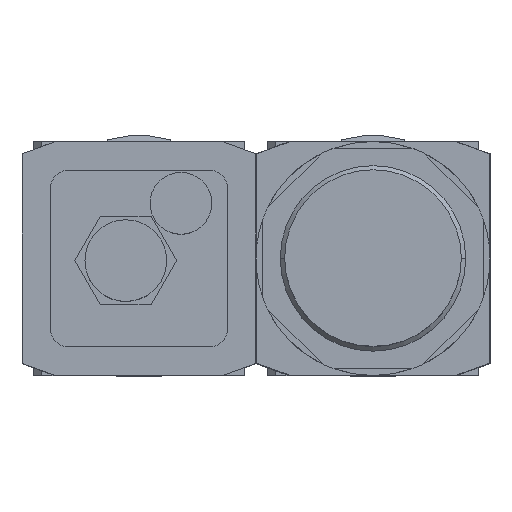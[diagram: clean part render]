
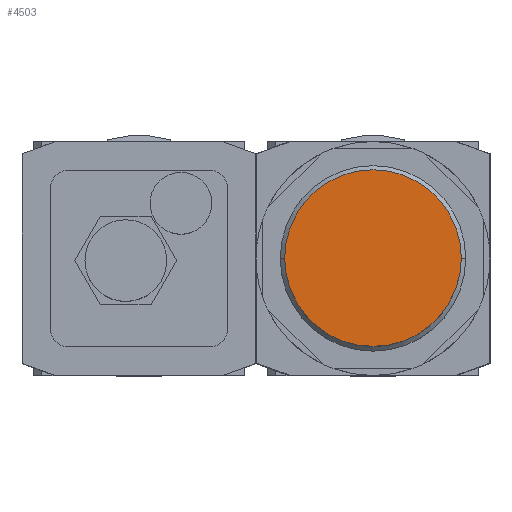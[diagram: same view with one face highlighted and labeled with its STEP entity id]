
A CAD part, top view. The second image highlights one B-rep face of the part: STEP entity #4503.
In plain terms, the highlighted planar face has unit normal (0, 0, 1).
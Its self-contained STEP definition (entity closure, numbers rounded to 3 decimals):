
#2331=CARTESIAN_POINT('',(20.0,0.0,114.5));
#2332=VERTEX_POINT('',#2331);
#2348=CARTESIAN_POINT('',(-20.0,0.,114.5));
#2349=VERTEX_POINT('',#2348);
#2356=CARTESIAN_POINT('',(0.0,0.0,114.5));
#2357=DIRECTION('',(0.0,0.0,1.0));
#2358=DIRECTION('',(1.0,0.0,0.0));
#2359=AXIS2_PLACEMENT_3D('',#2356,#2357,#2358);
#2360=CIRCLE('',#2359,20.0);
#2361=EDGE_CURVE('',#2332,#2349,#2360,.T.);
#4488=CARTESIAN_POINT('',(10.0,0.0,114.5));
#4489=DIRECTION('',(0.0,0.0,1.0));
#4490=DIRECTION('',(1.0,0.0,0.0));
#4491=AXIS2_PLACEMENT_3D('',#4488,#4489,#4490);
#4492=PLANE('',#4491);
#4493=ORIENTED_EDGE('',*,*,#2361,.T.);
#4494=CARTESIAN_POINT('',(0.0,0.0,114.5));
#4495=DIRECTION('',(0.0,0.0,1.0));
#4496=DIRECTION('',(1.0,0.0,0.0));
#4497=AXIS2_PLACEMENT_3D('',#4494,#4495,#4496);
#4498=CIRCLE('',#4497,20.0);
#4499=EDGE_CURVE('',#2349,#2332,#4498,.T.);
#4500=ORIENTED_EDGE('',*,*,#4499,.T.);
#4501=EDGE_LOOP('',(#4493,#4500));
#4502=FACE_OUTER_BOUND('',#4501,.T.);
#4503=ADVANCED_FACE('',(#4502),#4492,.T.);
